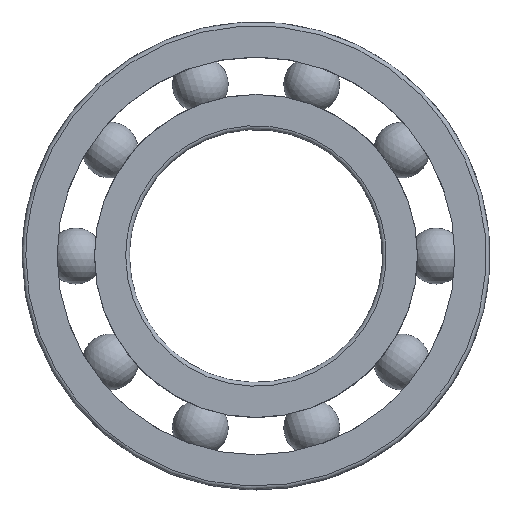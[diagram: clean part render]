
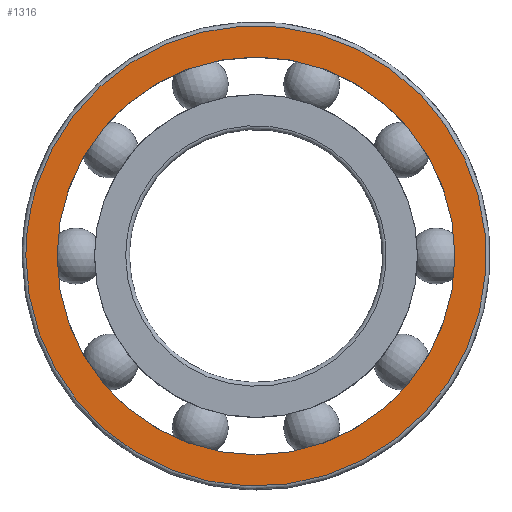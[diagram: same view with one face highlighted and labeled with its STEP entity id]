
A CAD part, top view. The second image highlights one B-rep face of the part: STEP entity #1316.
In plain terms, the highlighted face is planar.
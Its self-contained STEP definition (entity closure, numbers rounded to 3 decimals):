
#1249=CARTESIAN_POINT('',(0.,18.2,0.));
#1250=VERTEX_POINT('',#1249);
#1251=CARTESIAN_POINT('',(0.,17.309,5.624));
#1252=VERTEX_POINT('',#1251);
#1253=CARTESIAN_POINT('',(0.,0.,0.));
#1254=DIRECTION('',(0.,1.,0.));
#1255=DIRECTION('',(1.,0.,0.));
#1256=AXIS2_PLACEMENT_3D('',#1253,#1255,#1254);
#1257=CIRCLE('',#1256,18.2);
#1258=EDGE_CURVE('',#1250,#1252,#1257,.T.);
#1286=CARTESIAN_POINT('',(0.,0.,0.));
#1287=DIRECTION('',(0.,0.951,0.309));
#1288=DIRECTION('',(1.,0.,0.));
#1289=AXIS2_PLACEMENT_3D('',#1286,#1288,#1287);
#1290=CIRCLE('',#1289,18.2);
#1291=EDGE_CURVE('',#1252,#1250,#1290,.T.);
#1296=CARTESIAN_POINT('',(0.,0.,0.));
#1297=DIRECTION('',(0.,0.,1.));
#1298=DIRECTION('',(-1.,0.,0.));
#1299=AXIS2_PLACEMENT_3D('',#1296,#1298,#1297);
#1300=PLANE('',#1299);
#1301=ORIENTED_EDGE('',*,*,#1291,.F.);
#1302=ORIENTED_EDGE('',*,*,#1258,.F.);
#1303=EDGE_LOOP('',(#1301,#1302));
#1304=FACE_OUTER_BOUND('',#1303,.T.);
#1305=CARTESIAN_POINT('',(0.,15.729,0.));
#1306=VERTEX_POINT('',#1305);
#1307=CARTESIAN_POINT('',(0.,0.,0.));
#1308=DIRECTION('',(0.,1.,0.));
#1309=DIRECTION('',(1.,0.,0.));
#1310=AXIS2_PLACEMENT_3D('',#1307,#1309,#1308);
#1311=CIRCLE('',#1310,15.729);
#1312=EDGE_CURVE('',#1306,#1306,#1311,.T.);
#1313=ORIENTED_EDGE('E117',*,*,#1312,.T.);
#1314=EDGE_LOOP('',(#1313));
#1315=FACE_BOUND('',#1314,.T.);
#1316=ADVANCED_FACE('F41',(#1304,#1315),#1300,.T.);
